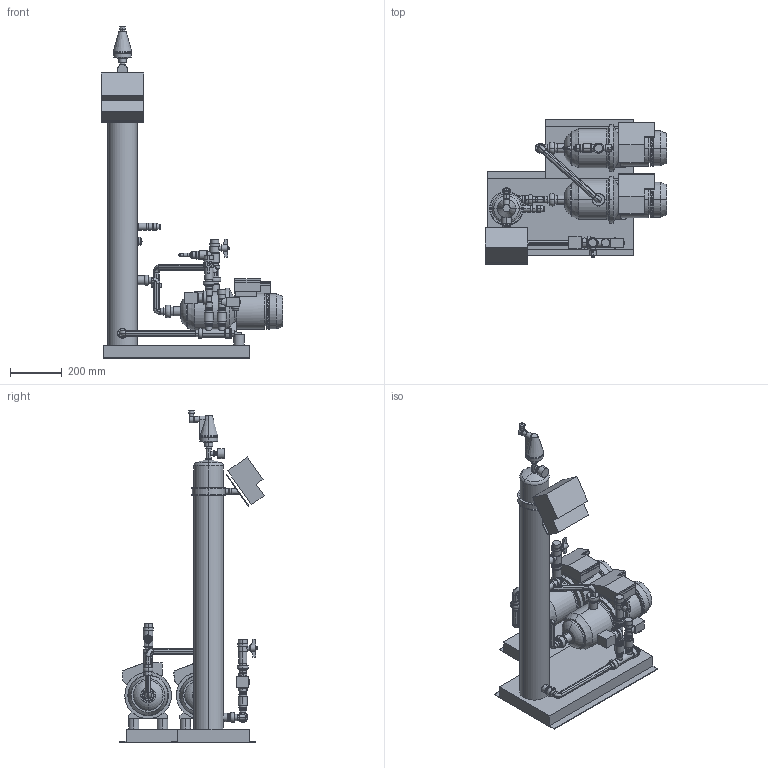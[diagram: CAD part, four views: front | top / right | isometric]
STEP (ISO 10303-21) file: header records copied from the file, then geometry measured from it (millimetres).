
FILE_DESCRIPTION (( 'STEP AP214' ), '1' );
FILE_NAME ('Tagus_vac_30.STEP', '2024-04-08T13:21:21', ( '' ), ( '' ), 'SwSTEP 2.0', 'SolidWorks 2021', '' );
FILE_SCHEMA (( 'AUTOMOTIVE_DESIGN' ));
Length unit declared in the file: millimetre
Products named in the file (3): Tagus_vac_30.dwg; Tagus_vac_30; 17092_ena_30.dwg
Assembly tree (2 placements, depth 3):
  Tagus_vac_30
    Tagus_vac_30.dwg
      17092_ena_30.dwg
Bounding box: 701.84 x 559.09 x 1281.8 mm (x, y, z)
Volume: 41007759.6 mm3; surface area: 2104606.5 mm2
Topology: 5 solids, 5 shells, 1048 faces, 2403 edges, 1482 vertices
Faces by surface type: cylinder 440, plane 343, cone 215, torus 50
Entity records: 31843 total; most frequent: CARTESIAN_POINT 7397, DIRECTION 5494, ORIENTED_EDGE 4806, EDGE_CURVE 2403, AXIS2_PLACEMENT_3D 2167, VERTEX_POINT 1482, EDGE_LOOP 1177, LINE 1160
